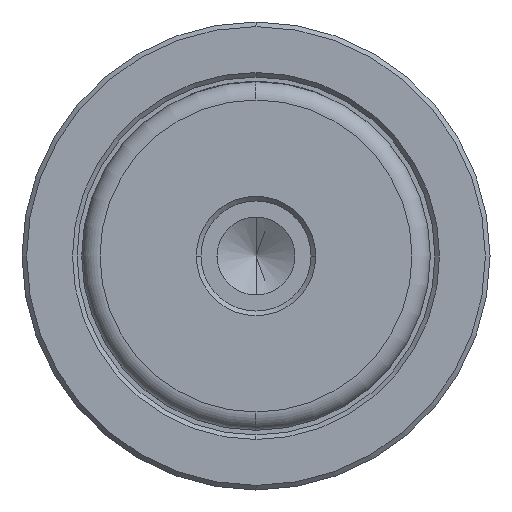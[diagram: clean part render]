
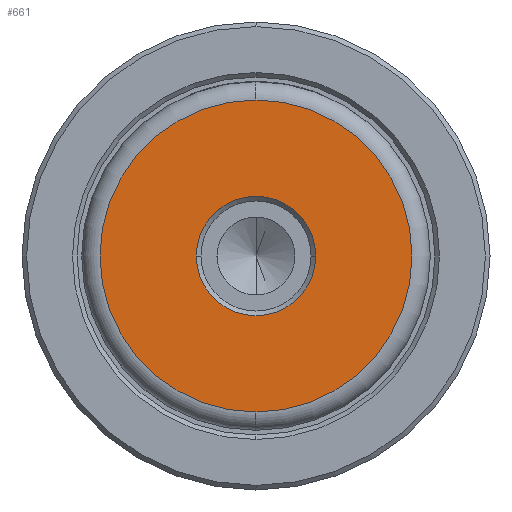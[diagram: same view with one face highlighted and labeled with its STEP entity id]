
A CAD part, left-side view. The second image highlights one B-rep face of the part: STEP entity #661.
In plain terms, the highlighted planar face has unit normal (-1, 0, 0).
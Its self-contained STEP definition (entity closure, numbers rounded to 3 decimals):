
#6 = CIRCLE ( 'NONE', #628, 16.997 ) ;
#14 = CARTESIAN_POINT ( 'NONE',  ( 0., 0., 0. ) ) ;
#53 = ORIENTED_EDGE ( 'NONE', *, *, #2072, .T. ) ;
#105 = CIRCLE ( 'NONE', #1376, 6.5 ) ;
#133 = CARTESIAN_POINT ( 'NONE',  ( 0., 0., -16.997 ) ) ;
#141 = AXIS2_PLACEMENT_3D ( 'NONE', #1890, #1509, #410 ) ;
#180 = AXIS2_PLACEMENT_3D ( 'NONE', #14, #1284, #194 ) ;
#194 = DIRECTION ( 'NONE',  ( 0., 0., 1. ) ) ;
#219 = CARTESIAN_POINT ( 'NONE',  ( 0., 6.5, 0. ) ) ;
#259 = EDGE_LOOP ( 'NONE', ( #1914, #1935 ) ) ;
#391 = CIRCLE ( 'NONE', #180, 16.997 ) ;
#410 = DIRECTION ( 'NONE',  ( 0., 0., 1. ) ) ;
#429 = DIRECTION ( 'NONE',  ( -1., 0., 0. ) ) ;
#443 = CARTESIAN_POINT ( 'NONE',  ( 0., -6.5, 0. ) ) ;
#485 = VERTEX_POINT ( 'NONE', #443 ) ;
#575 = DIRECTION ( 'NONE',  ( 1., 0., 0. ) ) ;
#609 = FACE_BOUND ( 'NONE', #2362, .T. ) ;
#628 = AXIS2_PLACEMENT_3D ( 'NONE', #1530, #429, #1716 ) ;
#661 = ADVANCED_FACE ( 'NONE', ( #609, #1091 ), #1324, .T. ) ;
#689 = EDGE_CURVE ( 'NONE', #1336, #1005, #6, .T. ) ;
#837 = CARTESIAN_POINT ( 'NONE',  ( 0., 0., 0. ) ) ;
#959 = AXIS2_PLACEMENT_3D ( 'NONE', #837, #2174, #1030 ) ;
#1005 = VERTEX_POINT ( 'NONE', #133 ) ;
#1030 = DIRECTION ( 'NONE',  ( 0., 0., 1. ) ) ;
#1037 = ORIENTED_EDGE ( 'NONE', *, *, #1362, .T. ) ;
#1091 = FACE_OUTER_BOUND ( 'NONE', #259, .T. ) ;
#1284 = DIRECTION ( 'NONE',  ( -1., 0., 0. ) ) ;
#1324 = PLANE ( 'NONE',  #141 ) ;
#1336 = VERTEX_POINT ( 'NONE', #1477 ) ;
#1362 = EDGE_CURVE ( 'NONE', #1810, #485, #105, .T. ) ;
#1376 = AXIS2_PLACEMENT_3D ( 'NONE', #1681, #575, #1881 ) ;
#1477 = CARTESIAN_POINT ( 'NONE',  ( 0., 0., 16.997 ) ) ;
#1509 = DIRECTION ( 'NONE',  ( -1., 0., 0. ) ) ;
#1530 = CARTESIAN_POINT ( 'NONE',  ( 0., 0., 0. ) ) ;
#1681 = CARTESIAN_POINT ( 'NONE',  ( 0., 0., 0. ) ) ;
#1716 = DIRECTION ( 'NONE',  ( 0., 0., 1. ) ) ;
#1810 = VERTEX_POINT ( 'NONE', #219 ) ;
#1881 = DIRECTION ( 'NONE',  ( 0., 0., 1. ) ) ;
#1890 = CARTESIAN_POINT ( 'NONE',  ( 0., 0., 0. ) ) ;
#1901 = CIRCLE ( 'NONE', #959, 6.5 ) ;
#1914 = ORIENTED_EDGE ( 'NONE', *, *, #689, .T. ) ;
#1935 = ORIENTED_EDGE ( 'NONE', *, *, #2267, .T. ) ;
#2072 = EDGE_CURVE ( 'NONE', #485, #1810, #1901, .T. ) ;
#2174 = DIRECTION ( 'NONE',  ( 1., 0., 0. ) ) ;
#2267 = EDGE_CURVE ( 'NONE', #1005, #1336, #391, .T. ) ;
#2362 = EDGE_LOOP ( 'NONE', ( #53, #1037 ) ) ;
